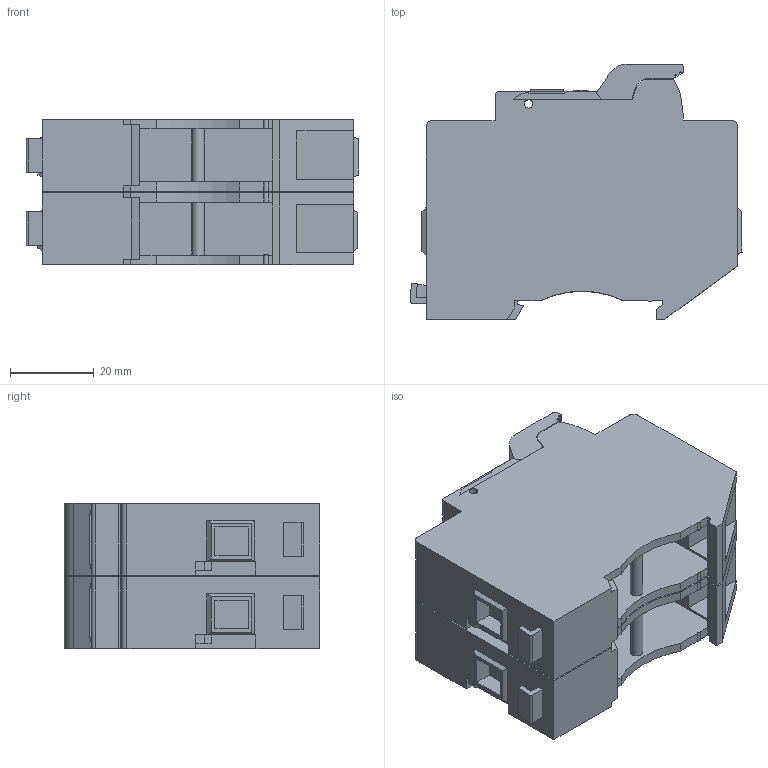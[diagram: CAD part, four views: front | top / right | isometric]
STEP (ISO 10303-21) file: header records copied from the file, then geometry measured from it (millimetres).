
FILE_DESCRIPTION((''),'2;1');
FILE_NAME('DF82_3D-SIMPLIFIED_ASM','2018-06-26T',('melanie.cordero'),(''),'PRO/ENGINEER BY PARAMETRIC TECHNOLOGY CORPORATION, 2014090','PRO/ENGINEER BY PARAMETRIC TECHNOLOGY CORPORATION, 2014090','');
FILE_SCHEMA(('CONFIG_CONTROL_DESIGN'));
Products named in the file (17): CORPS_3; MANIFOLD_SOLID_BREP_4374; MANIFOLD_SOLID_BREP_4862; VIS_1_ASM; MANETTE_1; REPERE_1; SIMPL_ASM_1_ASM; DF81_3D-SIMPLIFIED_ASM; PRT1459; PRT1460; PRT1461; ASM0535_ASM; PRT1462; PRT1463; ASM0534_ASM; ASM0533_ASM; DF82_3D-SIMPLIFIED_ASM
Assembly tree (16 placements, depth 5):
  DF82_3D-SIMPLIFIED_ASM
    DF81_3D-SIMPLIFIED_ASM
      SIMPL_ASM_1_ASM
        CORPS_3
        VIS_1_ASM
          MANIFOLD_SOLID_BREP_4374
          MANIFOLD_SOLID_BREP_4862
        MANETTE_1
        REPERE_1
    ASM0533_ASM
      ASM0534_ASM
        PRT1459
        ASM0535_ASM
          PRT1460
          PRT1461
        PRT1462
        PRT1463
Bounding box: 79.26 x 61.06 x 34.7 mm (x, y, z)
Volume: 105957.5 mm3; surface area: 34574.1 mm2
Topology: 10 solids, 10 shells, 412 faces, 1136 edges, 756 vertices
Faces by surface type: plane 322, cylinder 70, extrusion 20
Entity records: 13773 total; most frequent: CARTESIAN_POINT 2747, ORIENTED_EDGE 2272, DIRECTION 2152, EDGE_CURVE 1136, VECTOR 942, LINE 922, VERTEX_POINT 756, AXIS2_PLACEMENT_3D 605
